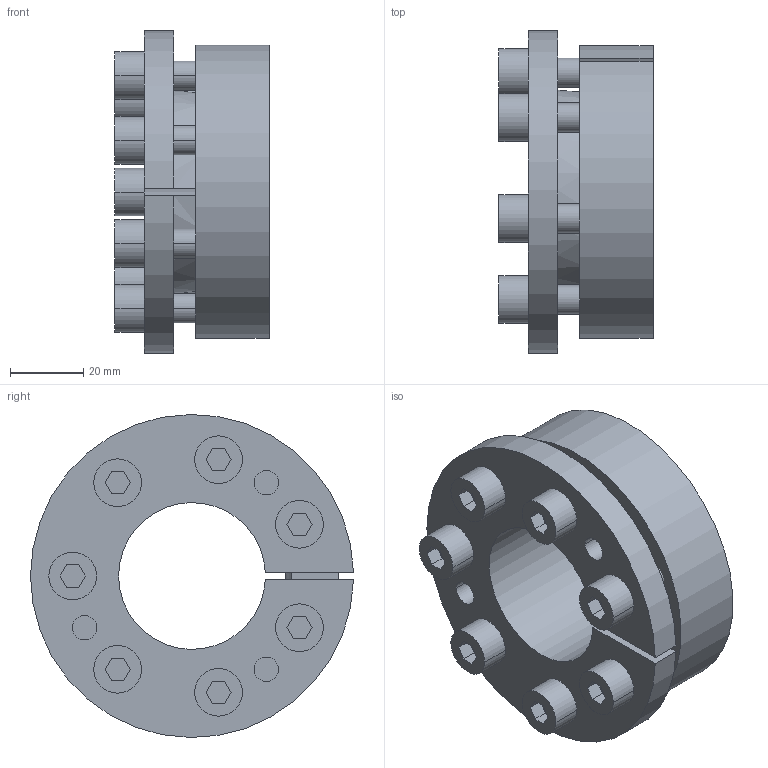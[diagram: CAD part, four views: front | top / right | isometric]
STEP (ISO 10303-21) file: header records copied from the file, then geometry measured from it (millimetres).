
FILE_DESCRIPTION((''),'2;1');
FILE_NAME('082255040080_INT_ASM','2006-02-28T',('Rathmann'),(''),'PRO/ENGINEER BY PARAMETRIC TECHNOLOGY CORPORATION, 2005180','PRO/ENGINEER BY PARAMETRIC TECHNOLOGY CORPORATION, 2005180','');
FILE_SCHEMA(('AUTOMOTIVE_DESIGN_CC2 { 1 2 10303 214 -1 1 5 2 }'));
Length unit declared in the file: millimetre
Products named in the file (4): 082255040080I_INT; 082255040080A_INT; DIN912-M8X25_INT; 082255040080_INT_ASM
Assembly tree (9 placements, depth 2):
  082255040080_INT_ASM
    082255040080I_INT
    082255040080A_INT
    DIN912-M8X25_INT  x7
Bounding box: 42 x 87.99 x 87.99 mm (x, y, z)
Volume: 122593.7 mm3; surface area: 46494.2 mm2
Topology: 9 solids, 9 shells, 160 faces, 397 edges, 296 vertices
Faces by surface type: plane 79, cylinder 65, cone 16
Entity records: 2447 total; most frequent: DIRECTION 441, CARTESIAN_POINT 400, ORIENTED_EDGE 332, AXIS2_PLACEMENT_3D 173, EDGE_CURVE 166, VERTEX_POINT 110, EDGE_LOOP 100, VECTOR 95
